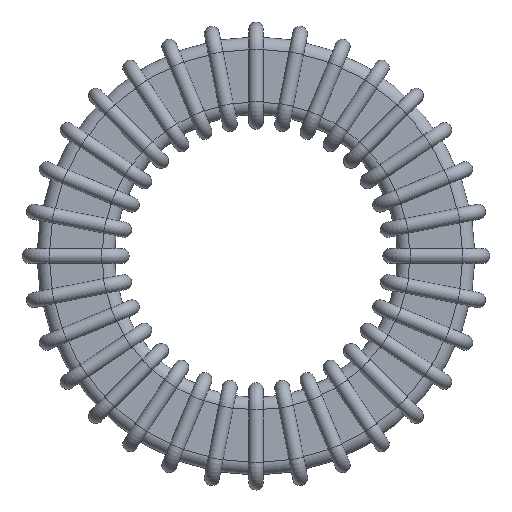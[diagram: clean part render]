
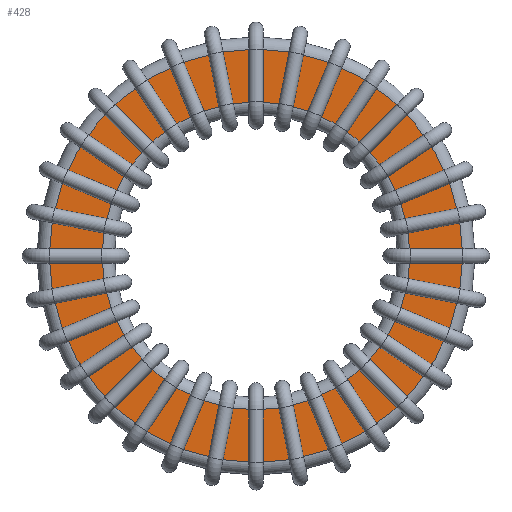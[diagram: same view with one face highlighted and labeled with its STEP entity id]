
A CAD part, top view. The second image highlights one B-rep face of the part: STEP entity #428.
In plain terms, the highlighted planar face has unit normal (0, 0, 1).
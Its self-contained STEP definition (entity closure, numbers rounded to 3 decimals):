
#259 = TOROIDAL_SURFACE('',#260,12.5,1.);
#260 = AXIS2_PLACEMENT_3D('',#261,#262,#263);
#261 = CARTESIAN_POINT('',(0.,0.,11.7));
#262 = DIRECTION('',(0.,-0.,-1.));
#263 = DIRECTION('',(0.,1.,-0.));
#314 = TOROIDAL_SURFACE('',#315,16.78,1.);
#315 = AXIS2_PLACEMENT_3D('',#316,#317,#318);
#316 = CARTESIAN_POINT('',(0.,0.,11.7));
#317 = DIRECTION('',(0.,-0.,-1.));
#318 = DIRECTION('',(0.,1.,-0.));
#330 = VERTEX_POINT('',#331);
#331 = CARTESIAN_POINT('',(0.,12.5,12.7));
#353 = EDGE_CURVE('',#330,#330,#354,.T.);
#354 = SURFACE_CURVE('',#355,(#360,#367),.PCURVE_S1.);
#355 = CIRCLE('',#356,12.5);
#356 = AXIS2_PLACEMENT_3D('',#357,#358,#359);
#357 = CARTESIAN_POINT('',(0.,0.,12.7));
#358 = DIRECTION('',(0.,0.,1.));
#359 = DIRECTION('',(0.,1.,-0.));
#360 = PCURVE('',#259,#361);
#361 = DEFINITIONAL_REPRESENTATION('',(#362),#366);
#362 = LINE('',#363,#364);
#363 = CARTESIAN_POINT('',(-0.,4.712));
#364 = VECTOR('',#365,1.);
#365 = DIRECTION('',(-1.,0.));
#366 = ( GEOMETRIC_REPRESENTATION_CONTEXT(2) 
PARAMETRIC_REPRESENTATION_CONTEXT() REPRESENTATION_CONTEXT('2D SPACE',''
  ) );
#367 = PCURVE('',#368,#373);
#368 = PLANE('',#369);
#369 = AXIS2_PLACEMENT_3D('',#370,#371,#372);
#370 = CARTESIAN_POINT('',(0.,0.,12.7));
#371 = DIRECTION('',(0.,0.,1.));
#372 = DIRECTION('',(0.,1.,0.));
#373 = DEFINITIONAL_REPRESENTATION('',(#374),#378);
#374 = CIRCLE('',#375,12.5);
#375 = AXIS2_PLACEMENT_2D('',#376,#377);
#376 = CARTESIAN_POINT('',(0.,0.));
#377 = DIRECTION('',(1.,0.));
#378 = ( GEOMETRIC_REPRESENTATION_CONTEXT(2) 
PARAMETRIC_REPRESENTATION_CONTEXT() REPRESENTATION_CONTEXT('2D SPACE',''
  ) );
#384 = VERTEX_POINT('',#385);
#385 = CARTESIAN_POINT('',(0.,16.78,12.7));
#405 = EDGE_CURVE('',#384,#384,#406,.T.);
#406 = SURFACE_CURVE('',#407,(#412,#419),.PCURVE_S1.);
#407 = CIRCLE('',#408,16.78);
#408 = AXIS2_PLACEMENT_3D('',#409,#410,#411);
#409 = CARTESIAN_POINT('',(0.,0.,12.7));
#410 = DIRECTION('',(0.,0.,1.));
#411 = DIRECTION('',(0.,1.,-0.));
#412 = PCURVE('',#314,#413);
#413 = DEFINITIONAL_REPRESENTATION('',(#414),#418);
#414 = LINE('',#415,#416);
#415 = CARTESIAN_POINT('',(-0.,4.712));
#416 = VECTOR('',#417,1.);
#417 = DIRECTION('',(-1.,0.));
#418 = ( GEOMETRIC_REPRESENTATION_CONTEXT(2) 
PARAMETRIC_REPRESENTATION_CONTEXT() REPRESENTATION_CONTEXT('2D SPACE',''
  ) );
#419 = PCURVE('',#368,#420);
#420 = DEFINITIONAL_REPRESENTATION('',(#421),#425);
#421 = CIRCLE('',#422,16.78);
#422 = AXIS2_PLACEMENT_2D('',#423,#424);
#423 = CARTESIAN_POINT('',(0.,0.));
#424 = DIRECTION('',(1.,0.));
#425 = ( GEOMETRIC_REPRESENTATION_CONTEXT(2) 
PARAMETRIC_REPRESENTATION_CONTEXT() REPRESENTATION_CONTEXT('2D SPACE',''
  ) );
#428 = ADVANCED_FACE('',(#429,#432),#368,.T.);
#429 = FACE_BOUND('',#430,.F.);
#430 = EDGE_LOOP('',(#431));
#431 = ORIENTED_EDGE('',*,*,#353,.T.);
#432 = FACE_BOUND('',#433,.F.);
#433 = EDGE_LOOP('',(#434));
#434 = ORIENTED_EDGE('',*,*,#405,.F.);
